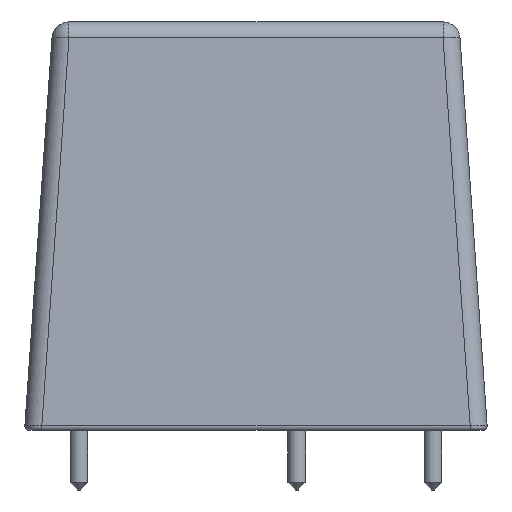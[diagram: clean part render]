
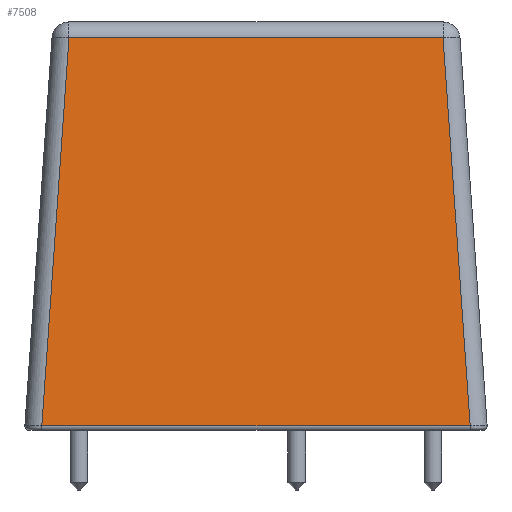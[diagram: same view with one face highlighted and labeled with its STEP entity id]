
A CAD part, left-side view. The second image highlights one B-rep face of the part: STEP entity #7508.
In plain terms, the highlighted planar face has unit normal (-0.998, 0, 0.07).
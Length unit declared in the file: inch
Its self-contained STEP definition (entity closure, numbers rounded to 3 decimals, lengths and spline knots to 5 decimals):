
#513=PLANE('',#8110);
#828=FACE_OUTER_BOUND('',#1225,.T.);
#1225=EDGE_LOOP('',(#5413,#5414,#5415,#5416));
#1623=LINE('',#10735,#2479);
#1658=LINE('',#10963,#2514);
#1659=LINE('',#10975,#2515);
#1660=LINE('',#10977,#2516);
#2479=VECTOR('',#8672,0.3937);
#2514=VECTOR('',#8789,0.3937);
#2515=VECTOR('',#8806,0.3937);
#2516=VECTOR('',#8809,0.3937);
#3529=VERTEX_POINT('',#10728);
#3532=VERTEX_POINT('',#10733);
#3582=VERTEX_POINT('',#10955);
#3587=VERTEX_POINT('',#10971);
#4233=EDGE_CURVE('',#3532,#3529,#1623,.T.);
#4299=EDGE_CURVE('',#3582,#3532,#1658,.T.);
#4305=EDGE_CURVE('',#3529,#3587,#1659,.T.);
#4306=EDGE_CURVE('',#3587,#3582,#1660,.T.);
#5413=ORIENTED_EDGE('',*,*,#4233,.F.);
#5414=ORIENTED_EDGE('',*,*,#4299,.F.);
#5415=ORIENTED_EDGE('',*,*,#4306,.F.);
#5416=ORIENTED_EDGE('',*,*,#4305,.F.);
#7508=ADVANCED_FACE('',(#828),#513,.T.);
#8110=AXIS2_PLACEMENT_3D('',#10990,#8827,#8828);
#8672=DIRECTION('',(0.,1.,0.));
#8789=DIRECTION('',(-0.07,-0.07,-0.995));
#8806=DIRECTION('',(0.07,-0.07,0.995));
#8809=DIRECTION('',(0.,-1.,0.));
#8827=DIRECTION('center_axis',(-0.998,0.,
0.07));
#8828=DIRECTION('ref_axis',(0.,-1.,0.));
#10728=CARTESIAN_POINT('',(-1.03076,0.49542,0.01053));
#10733=CARTESIAN_POINT('',(-1.03076,-0.49542,0.01053));
#10735=CARTESIAN_POINT('',(-1.03076,-0.24803,0.01053));
#10955=CARTESIAN_POINT('',(-0.96798,-0.43265,0.90826));
#10963=CARTESIAN_POINT('',(-1.02669,-0.49135,0.06871));
#10971=CARTESIAN_POINT('',(-0.96798,0.43265,0.90826));
#10975=CARTESIAN_POINT('',(-1.02909,0.49376,0.03436));
#10977=CARTESIAN_POINT('',(-0.96798,-0.51575,0.90826));
#10990=CARTESIAN_POINT('Origin',(-1.0315,-0.49606,0.));
